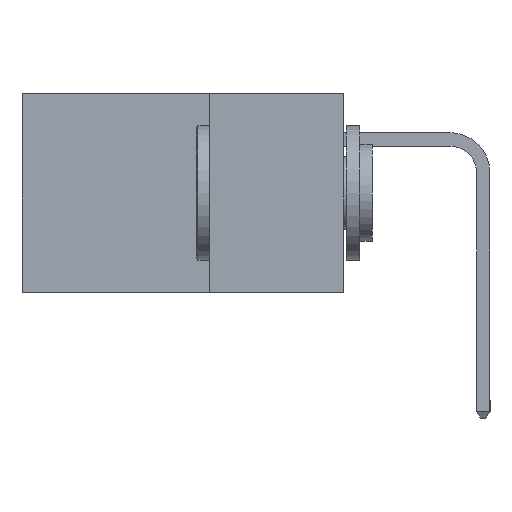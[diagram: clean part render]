
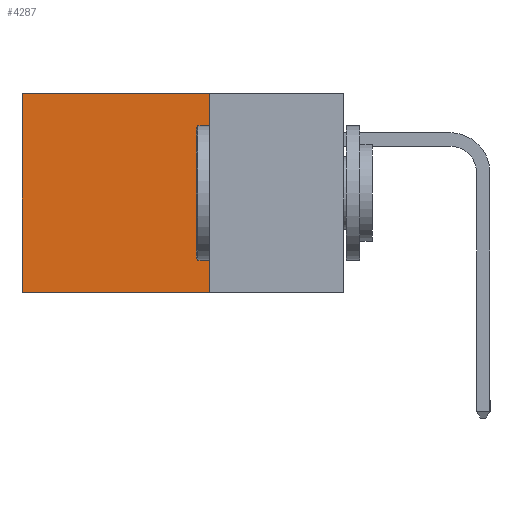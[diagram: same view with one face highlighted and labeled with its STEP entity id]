
A CAD part, left-side view. The second image highlights one B-rep face of the part: STEP entity #4287.
In plain terms, the highlighted planar face has unit normal (-1, 0, 0).
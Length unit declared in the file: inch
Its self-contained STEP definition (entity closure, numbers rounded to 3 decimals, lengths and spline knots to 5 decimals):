
#110 = ORIENTED_EDGE ( 'NONE', *, *, #5616, .T. ) ;
#656 = CARTESIAN_POINT ( 'NONE',  ( 0.2615, 0.25, 0. ) ) ;
#1152 = DIRECTION ( 'NONE',  ( 0., 0., -1. ) ) ;
#1921 = LINE ( 'NONE', #11802, #5839 ) ;
#2131 = EDGE_CURVE ( 'NONE', #9168, #13887, #9464, .T. ) ;
#2155 = VECTOR ( 'NONE', #15942, 39.37008 ) ;
#2266 = CARTESIAN_POINT ( 'NONE',  ( 0.2615, 0.25, -0.37 ) ) ;
#2705 = CARTESIAN_POINT ( 'NONE',  ( 0.2615, 0.6, 0. ) ) ;
#3048 = CARTESIAN_POINT ( 'NONE',  ( 0.2615, 0.6, -0.37 ) ) ;
#3266 = DIRECTION ( 'NONE',  ( 0., 1., 0. ) ) ;
#3445 = DIRECTION ( 'NONE',  ( 0., 0., -1. ) ) ;
#3481 = DIRECTION ( 'NONE',  ( 1., 0., 0. ) ) ;
#3520 = ORIENTED_EDGE ( 'NONE', *, *, #2131, .F. ) ;
#3581 = PLANE ( 'NONE',  #5712 ) ;
#3945 = CARTESIAN_POINT ( 'NONE',  ( 0.2615, 0.25, -0.37 ) ) ;
#4287 = ADVANCED_FACE ( 'NONE', ( #5747 ), #3581, .F. ) ;
#4346 = VERTEX_POINT ( 'NONE', #2705 ) ;
#4455 = ORIENTED_EDGE ( 'NONE', *, *, #9328, .F. ) ;
#4548 = EDGE_LOOP ( 'NONE', ( #110, #3520, #4455, #16036 ) ) ;
#5256 = VECTOR ( 'NONE', #10704, 39.37008 ) ;
#5616 = EDGE_CURVE ( 'NONE', #4346, #13887, #12773, .T. ) ;
#5712 = AXIS2_PLACEMENT_3D ( 'NONE', #3945, #3481, #3445 ) ;
#5747 = FACE_OUTER_BOUND ( 'NONE', #4548, .T. ) ;
#5839 = VECTOR ( 'NONE', #3266, 39.37008 ) ;
#8545 = VERTEX_POINT ( 'NONE', #656 ) ;
#9168 = VERTEX_POINT ( 'NONE', #2266 ) ;
#9328 = EDGE_CURVE ( 'NONE', #8545, #9168, #14206, .T. ) ;
#9464 = LINE ( 'NONE', #15946, #2155 ) ;
#10704 = DIRECTION ( 'NONE',  ( 0., 0., -1. ) ) ;
#10877 = CARTESIAN_POINT ( 'NONE',  ( 0.2615, 0.6, -0.37 ) ) ;
#11244 = CARTESIAN_POINT ( 'NONE',  ( 0.2615, 0.25, -0.37 ) ) ;
#11802 = CARTESIAN_POINT ( 'NONE',  ( 0.2615, 0.25, 0. ) ) ;
#12773 = LINE ( 'NONE', #10877, #5256 ) ;
#13453 = EDGE_CURVE ( 'NONE', #8545, #4346, #1921, .T. ) ;
#13887 = VERTEX_POINT ( 'NONE', #3048 ) ;
#14206 = LINE ( 'NONE', #11244, #17712 ) ;
#15942 = DIRECTION ( 'NONE',  ( 0., 1., 0. ) ) ;
#15946 = CARTESIAN_POINT ( 'NONE',  ( 0.2615, 0.25, -0.37 ) ) ;
#16036 = ORIENTED_EDGE ( 'NONE', *, *, #13453, .T. ) ;
#17712 = VECTOR ( 'NONE', #1152, 39.37008 ) ;
